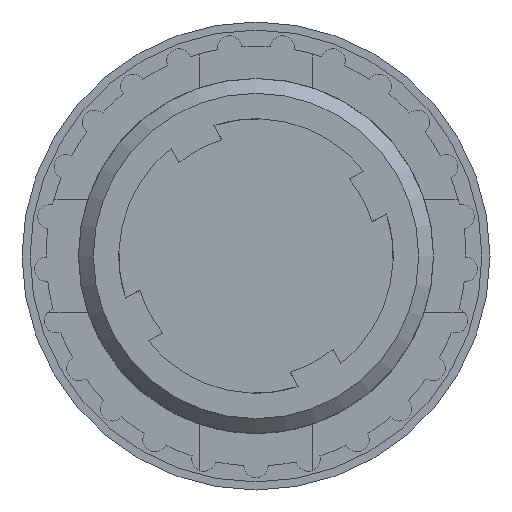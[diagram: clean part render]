
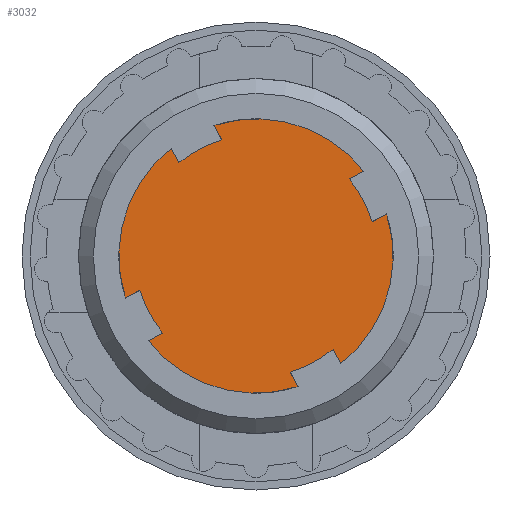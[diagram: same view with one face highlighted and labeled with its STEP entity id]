
A CAD part, front view. The second image highlights one B-rep face of the part: STEP entity #3032.
In plain terms, the highlighted planar face has unit normal (0, -1, 0).
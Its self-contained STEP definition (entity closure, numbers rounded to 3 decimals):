
#113=LINE('',#4336,#285);
#114=LINE('',#4338,#286);
#115=LINE('',#4342,#287);
#116=LINE('',#4343,#288);
#117=LINE('',#4347,#289);
#118=LINE('',#4348,#290);
#119=LINE('',#4352,#291);
#120=LINE('',#4353,#292);
#285=VECTOR('',#3573,1000.);
#286=VECTOR('',#3574,1000.);
#287=VECTOR('',#3577,1000.);
#288=VECTOR('',#3578,1000.);
#289=VECTOR('',#3581,1000.);
#290=VECTOR('',#3582,1000.);
#291=VECTOR('',#3585,1000.);
#292=VECTOR('',#3586,1000.);
#503=ORIENTED_EDGE('',*,*,#1177,.T.);
#504=ORIENTED_EDGE('',*,*,#1150,.T.);
#505=ORIENTED_EDGE('',*,*,#1178,.T.);
#506=ORIENTED_EDGE('',*,*,#1179,.T.);
#507=ORIENTED_EDGE('',*,*,#1180,.T.);
#508=ORIENTED_EDGE('',*,*,#1174,.T.);
#509=ORIENTED_EDGE('',*,*,#1181,.T.);
#510=ORIENTED_EDGE('',*,*,#1182,.T.);
#511=ORIENTED_EDGE('',*,*,#1183,.T.);
#512=ORIENTED_EDGE('',*,*,#1166,.T.);
#513=ORIENTED_EDGE('',*,*,#1184,.T.);
#514=ORIENTED_EDGE('',*,*,#1185,.T.);
#515=ORIENTED_EDGE('',*,*,#1186,.T.);
#516=ORIENTED_EDGE('',*,*,#1158,.T.);
#517=ORIENTED_EDGE('',*,*,#1187,.T.);
#518=ORIENTED_EDGE('',*,*,#1188,.T.);
#1150=EDGE_CURVE('',#1488,#1487,#1705,.T.);
#1158=EDGE_CURVE('',#1496,#1495,#1709,.T.);
#1166=EDGE_CURVE('',#1504,#1503,#1713,.T.);
#1174=EDGE_CURVE('',#1512,#1511,#1717,.T.);
#1177=EDGE_CURVE('',#1514,#1488,#113,.T.);
#1178=EDGE_CURVE('',#1487,#1515,#114,.T.);
#1179=EDGE_CURVE('',#1515,#1516,#1719,.T.);
#1180=EDGE_CURVE('',#1516,#1512,#115,.T.);
#1181=EDGE_CURVE('',#1511,#1517,#116,.T.);
#1182=EDGE_CURVE('',#1517,#1518,#1720,.T.);
#1183=EDGE_CURVE('',#1518,#1504,#117,.T.);
#1184=EDGE_CURVE('',#1503,#1519,#118,.T.);
#1185=EDGE_CURVE('',#1519,#1520,#1721,.T.);
#1186=EDGE_CURVE('',#1520,#1496,#119,.T.);
#1187=EDGE_CURVE('',#1495,#1521,#120,.T.);
#1188=EDGE_CURVE('',#1521,#1514,#1722,.T.);
#1487=VERTEX_POINT('',#4278);
#1488=VERTEX_POINT('',#4280);
#1495=VERTEX_POINT('',#4295);
#1496=VERTEX_POINT('',#4297);
#1503=VERTEX_POINT('',#4312);
#1504=VERTEX_POINT('',#4314);
#1511=VERTEX_POINT('',#4329);
#1512=VERTEX_POINT('',#4331);
#1514=VERTEX_POINT('',#4337);
#1515=VERTEX_POINT('',#4339);
#1516=VERTEX_POINT('',#4341);
#1517=VERTEX_POINT('',#4344);
#1518=VERTEX_POINT('',#4346);
#1519=VERTEX_POINT('',#4349);
#1520=VERTEX_POINT('',#4351);
#1521=VERTEX_POINT('',#4354);
#1705=CIRCLE('',#3189,8.5);
#1709=CIRCLE('',#3194,8.5);
#1713=CIRCLE('',#3199,8.5);
#1717=CIRCLE('',#3204,8.5);
#1719=CIRCLE('',#3207,7.5);
#1720=CIRCLE('',#3208,7.5);
#1721=CIRCLE('',#3209,7.5);
#1722=CIRCLE('',#3210,7.5);
#1845=EDGE_LOOP('',(#503,#504,#505,#506,#507,#508,#509,#510,#511,#512,#513,
#514,#515,#516,#517,#518));
#1981=FACE_BOUND('',#1845,.T.);
#2113=PLANE('',#3206);
#3032=ADVANCED_FACE('',(#1981),#2113,.F.);
#3189=AXIS2_PLACEMENT_3D('',#4279,#3524,#3525);
#3194=AXIS2_PLACEMENT_3D('',#4296,#3538,#3539);
#3199=AXIS2_PLACEMENT_3D('',#4313,#3552,#3553);
#3204=AXIS2_PLACEMENT_3D('',#4330,#3566,#3567);
#3206=AXIS2_PLACEMENT_3D('',#4335,#3571,#3572);
#3207=AXIS2_PLACEMENT_3D('',#4340,#3575,#3576);
#3208=AXIS2_PLACEMENT_3D('',#4345,#3579,#3580);
#3209=AXIS2_PLACEMENT_3D('',#4350,#3583,#3584);
#3210=AXIS2_PLACEMENT_3D('',#4355,#3587,#3588);
#3524=DIRECTION('',(0.,-1.,0.));
#3525=DIRECTION('',(0.,0.,-1.));
#3538=DIRECTION('',(0.,-1.,0.));
#3539=DIRECTION('',(0.,0.,-1.));
#3552=DIRECTION('',(0.,-1.,0.));
#3553=DIRECTION('',(0.,0.,-1.));
#3566=DIRECTION('',(0.,-1.,0.));
#3567=DIRECTION('',(0.,0.,-1.));
#3571=DIRECTION('',(0.,1.,0.));
#3572=DIRECTION('',(0.,0.,1.));
#3573=DIRECTION('',(-0.469,0.,0.883));
#3574=DIRECTION('',(0.883,0.,0.469));
#3575=DIRECTION('',(0.,-1.,0.));
#3576=DIRECTION('',(1.,0.,0.));
#3577=DIRECTION('',(-0.883,0.,-0.469));
#3578=DIRECTION('',(-0.469,0.,0.883));
#3579=DIRECTION('',(0.,-1.,0.));
#3580=DIRECTION('',(1.,0.,0.));
#3581=DIRECTION('',(0.469,0.,-0.883));
#3582=DIRECTION('',(-0.883,0.,-0.469));
#3583=DIRECTION('',(0.,-1.,0.));
#3584=DIRECTION('',(1.,0.,0.));
#3585=DIRECTION('',(0.883,0.,0.469));
#3586=DIRECTION('',(0.469,0.,-0.883));
#3587=DIRECTION('',(0.,-1.,0.));
#3588=DIRECTION('',(1.,0.,0.));
#4278=CARTESIAN_POINT('',(-8.091,-24.5,-2.603));
#4279=CARTESIAN_POINT('',(0.,-24.5,0.));
#4280=CARTESIAN_POINT('',(-5.252,-24.5,6.683));
#4295=CARTESIAN_POINT('',(-2.603,-24.5,8.091));
#4296=CARTESIAN_POINT('',(0.,-24.5,0.));
#4297=CARTESIAN_POINT('',(6.683,-24.5,5.252));
#4312=CARTESIAN_POINT('',(8.091,-24.5,2.603));
#4313=CARTESIAN_POINT('',(0.,-24.5,0.));
#4314=CARTESIAN_POINT('',(5.252,-24.5,-6.683));
#4329=CARTESIAN_POINT('',(2.603,-24.5,-8.091));
#4330=CARTESIAN_POINT('',(0.,-24.5,0.));
#4331=CARTESIAN_POINT('',(-6.683,-24.5,-5.252));
#4335=CARTESIAN_POINT('',(8.5,-24.5,0.));
#4336=CARTESIAN_POINT('',(-4.774,-24.5,5.784));
#4337=CARTESIAN_POINT('',(-4.774,-24.5,5.784));
#4338=CARTESIAN_POINT('',(-8.091,-24.5,-2.603));
#4339=CARTESIAN_POINT('',(-7.193,-24.5,-2.125));
#4340=CARTESIAN_POINT('',(0.,-24.5,0.));
#4341=CARTESIAN_POINT('',(-5.784,-24.5,-4.774));
#4342=CARTESIAN_POINT('',(-5.784,-24.5,-4.774));
#4343=CARTESIAN_POINT('',(2.603,-24.5,-8.091));
#4344=CARTESIAN_POINT('',(2.125,-24.5,-7.193));
#4345=CARTESIAN_POINT('',(0.,-24.5,0.));
#4346=CARTESIAN_POINT('',(4.774,-24.5,-5.784));
#4347=CARTESIAN_POINT('',(4.774,-24.5,-5.784));
#4348=CARTESIAN_POINT('',(8.091,-24.5,2.603));
#4349=CARTESIAN_POINT('',(7.193,-24.5,2.125));
#4350=CARTESIAN_POINT('',(0.,-24.5,0.));
#4351=CARTESIAN_POINT('',(5.784,-24.5,4.774));
#4352=CARTESIAN_POINT('',(5.784,-24.5,4.774));
#4353=CARTESIAN_POINT('',(-2.603,-24.5,8.091));
#4354=CARTESIAN_POINT('',(-2.125,-24.5,7.193));
#4355=CARTESIAN_POINT('',(0.,-24.5,0.));
